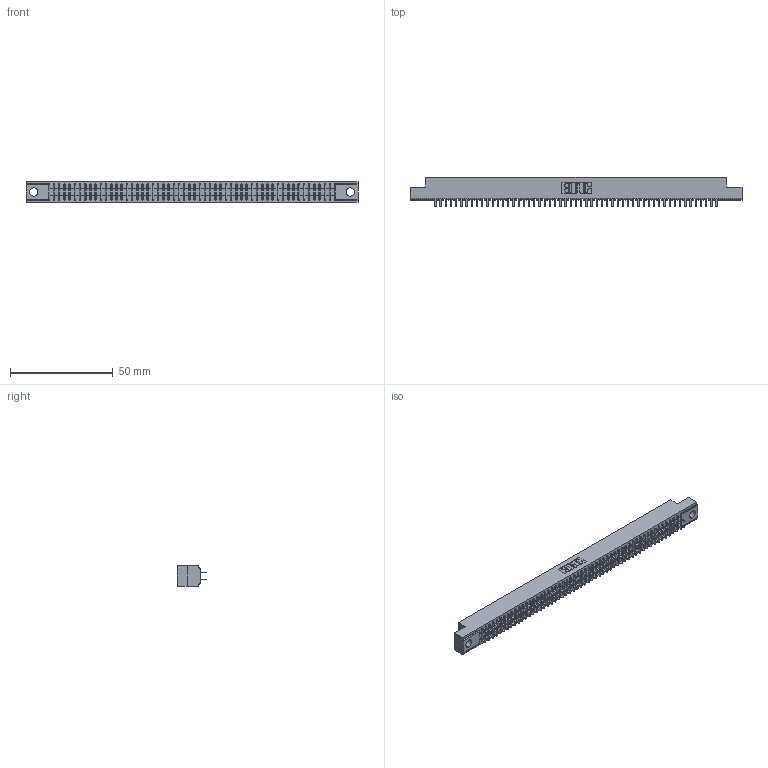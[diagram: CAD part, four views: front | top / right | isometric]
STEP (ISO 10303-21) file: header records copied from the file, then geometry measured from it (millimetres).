
FILE_DESCRIPTION (( 'STEP AP203' ), '1' );
FILE_NAME ('341-110-520-204.STEP', '2018-08-08T12:37:08', ( '' ), ( '' ), 'SwSTEP 2.0', 'SolidWorks 2016', '' );
FILE_SCHEMA (( 'CONFIG_CONTROL_DESIGN' ));
Length unit declared in the file: inch
Products named in the file (3): 341 Part_.156 (3.96) Dia Mounting Holes; 341-292-001_341-292-120; 341-110-520-204
Assembly tree (111 placements, depth 2):
  341-110-520-204
    341 Part_.156 (3.96) Dia Mounting Holes
    341-292-001_341-292-120  x110
Bounding box: 161.93 x 14.27 x 10.16 mm (x, y, z)
Volume: 11867.2 mm3; surface area: 21259.2 mm2
Topology: 111 solids, 111 shells, 7390 faces, 21417 edges, 13870 vertices
Faces by surface type: plane 4482, cylinder 2688, sphere 112, torus 108
Entity records: 65248 total; most frequent: CARTESIAN_POINT 10851, ORIENTED_EDGE 10782, DIRECTION 10513, EDGE_CURVE 5391, VECTOR 4377, LINE 4377, VERTEX_POINT 3406, AXIS2_PLACEMENT_3D 3068
